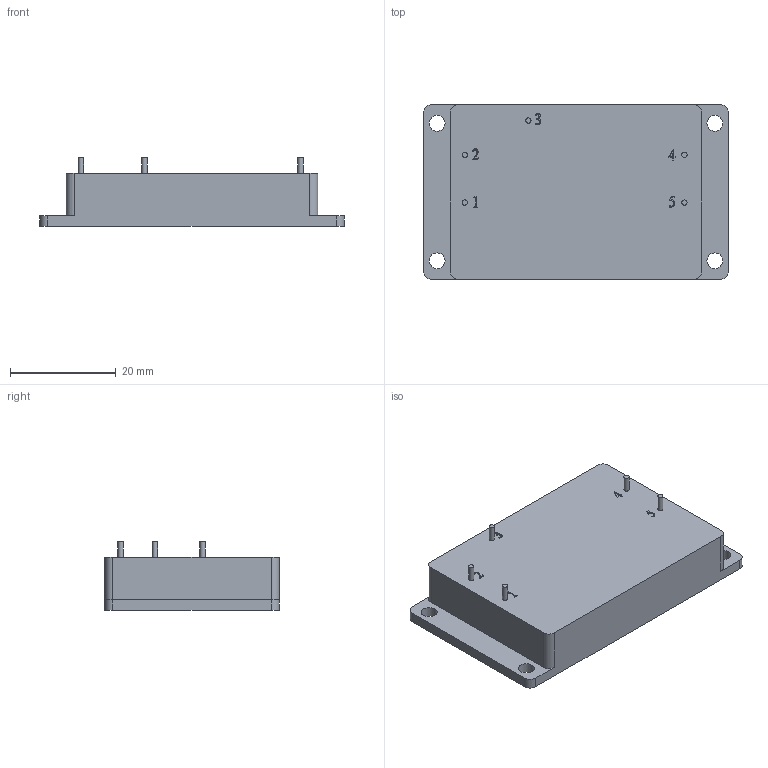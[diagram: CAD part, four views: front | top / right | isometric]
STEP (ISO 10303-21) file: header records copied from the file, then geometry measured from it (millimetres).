
FILE_DESCRIPTION(('STEP AP214'), '1');
FILE_NAME('ﾌﾐﾌ3-ﾄ10ﾄﾌﾓ', '', ('UNSPECIFIED'), ('UNSPECIFIED'), 'ASCON STEP Converter 1.3', 'ASCON Math Kernel', '');
FILE_SCHEMA(('AUTOMOTIVE_DESIGN { 1 0 10303 214 3 1 1}'));
Length unit declared in the file: millimetre
Bounding box: 57.5 x 33 x 13 mm (x, y, z)
Volume: 16269.5 mm3; surface area: 5493.8 mm2
Topology: 1 solids, 1 shells, 698 faces, 2010 edges, 1340 vertices
Faces by surface type: cylinder 356, plane 342
Full cylindrical faces by diameter (mm): 1 x5, 3 x4
Entity records: 28705 total; most frequent: DIRECTION 4111, CARTESIAN_POINT 4040, ORIENTED_EDGE 4002, EDGE_CURVE 2001, AXIS2_PLACEMENT_3D 1411, VERTEX_POINT 1340, LINE 1289, VECTOR 1289
